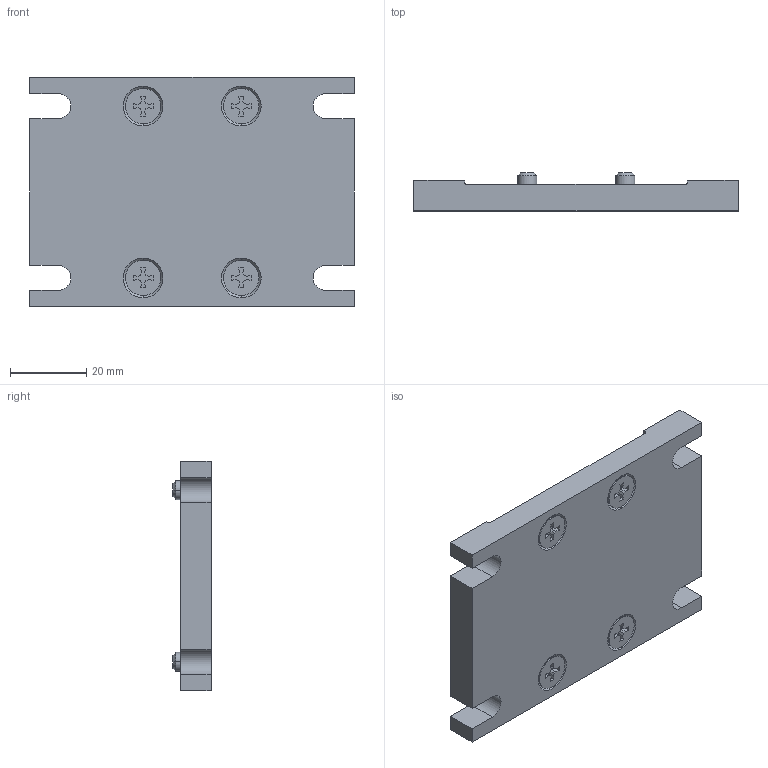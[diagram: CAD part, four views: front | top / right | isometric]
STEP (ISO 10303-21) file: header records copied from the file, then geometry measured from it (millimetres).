
FILE_DESCRIPTION (( 'STEP AP203' ), '1' );
FILE_NAME ('LCMB-40M.step', '2019-12-17T13:54:21', ( '' ), ( '' ), 'SwSTEP 2.0', 'SolidWorks 2019', '' );
FILE_SCHEMA (( 'CONFIG_CONTROL_DESIGN' ));
Length unit declared in the file: inch
Products named in the file (1): LCMB-40M
Bounding box: 85 x 10 x 60 mm (x, y, z)
Volume: 35210.8 mm3; surface area: 14035.7 mm2
Topology: 5 solids, 5 shells, 192 faces, 478 edges, 300 vertices
Faces by surface type: plane 114, cylinder 38, cone 32, bspline 8
Entity records: 5797 total; most frequent: CARTESIAN_POINT 1091, DIRECTION 956, ORIENTED_EDGE 956, EDGE_CURVE 478, VECTOR 370, LINE 370, VERTEX_POINT 300, AXIS2_PLACEMENT_3D 293
